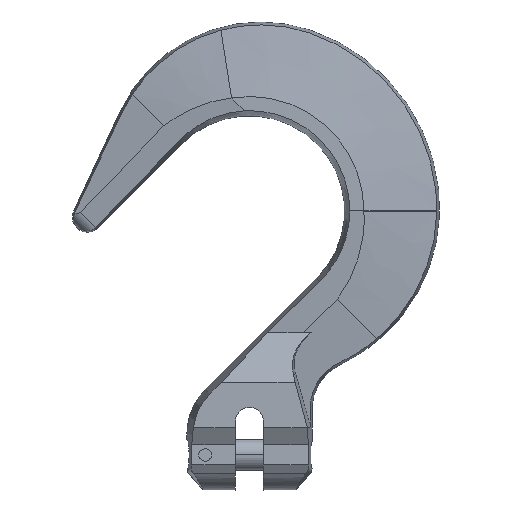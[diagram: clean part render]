
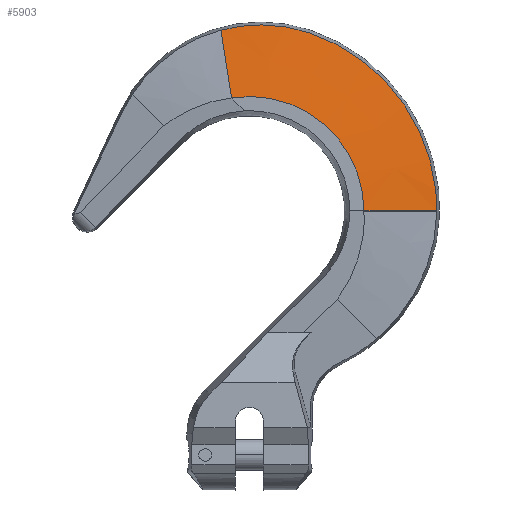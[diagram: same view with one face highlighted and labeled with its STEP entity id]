
A CAD part, front view. The second image highlights one B-rep face of the part: STEP entity #5903.
In plain terms, the highlighted conical face has half-angle 82 degrees and reference radius 78.54 mm.
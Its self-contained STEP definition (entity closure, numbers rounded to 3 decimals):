
#1607=CARTESIAN_POINT('',(0.055,-14.15,
127.047));
#1608=DIRECTION('',(0.,-1.,0.));
#1609=DIRECTION('',(0.994,0.,0.11));
#1610=AXIS2_PLACEMENT_3D('',#1607,#1608,#1609);
#1623=CARTESIAN_POINT('',(97.299,-14.183,126.75));
#1624=CARTESIAN_POINT('',(97.318,-14.18,127.977));
#1625=CARTESIAN_POINT('',(97.304,-14.176,130.431));
#1626=CARTESIAN_POINT('',(97.128,-14.171,134.108));
#1627=CARTESIAN_POINT('',(96.909,-14.169,136.552));
#1628=CARTESIAN_POINT('',(96.773,-14.169,137.772));
#1656=DIRECTION('',(0.99,0.139,0.));
#1657=VECTOR('',#1656,38.205);
#1658=CARTESIAN_POINT('',(59.466,-19.5,126.75));
#1659=LINE('',#1658,#1657);
#1945=CARTESIAN_POINT('',(0.,-19.5,126.75));
#1946=DIRECTION('',(0.,1.,0.));
#1947=DIRECTION('',(-0.157,0.,0.988));
#1948=AXIS2_PLACEMENT_3D('',#1945,#1946,#1947);
#2133=CARTESIAN_POINT('',(31.039,-14.139,219.297));
#2134=CARTESIAN_POINT('',(27.361,-14.139,220.532));
#2135=CARTESIAN_POINT('',(19.823,-14.154,222.459));
#2136=CARTESIAN_POINT('',(8.215,-14.222,223.656));
#2137=CARTESIAN_POINT('',(-3.443,-14.336,
223.133));
#2138=CARTESIAN_POINT('',(-11.08,-14.441,
221.646));
#2139=CARTESIAN_POINT('',(-14.822,-14.501,
220.626));
#2159=DIRECTION('',(-0.153,0.139,0.978));
#2160=VECTOR('',#2159,35.922);
#2161=CARTESIAN_POINT('',(-9.33,-19.5,185.48));
#2162=LINE('',#2161,#2160);
#3431=CARTESIAN_POINT('',(96.773,-14.169,137.772));
#3432=VERTEX_POINT('',#3431);
#3433=CARTESIAN_POINT('',(31.038,-14.15,219.296));
#3434=VERTEX_POINT('',#3433);
#3435=VERTEX_POINT('',#1623);
#3458=CARTESIAN_POINT('',(-9.33,-19.5,
185.48));
#3459=CARTESIAN_POINT('',(59.466,-19.5,126.75));
#3460=VERTEX_POINT('',#3458);
#3461=VERTEX_POINT('',#3459);
#3516=VERTEX_POINT('',#2139);
#5889=CARTESIAN_POINT('',(0.,-16.819,126.75));
#5890=DIRECTION('',(0.,1.,0.));
#5891=DIRECTION('',(1.,0.,0.));
#5892=AXIS2_PLACEMENT_3D('',#5889,#5890,#5891);
#5893=CONICAL_SURFACE('',#5892,78.54,82.);
#5894=ORIENTED_EDGE('',*,*,#5161,.F.);
#5895=ORIENTED_EDGE('',*,*,#5649,.F.);
#5897=ORIENTED_EDGE('',*,*,#5896,.T.);
#5898=ORIENTED_EDGE('',*,*,#5878,.F.);
#5899=ORIENTED_EDGE('',*,*,#5127,.F.);
#5900=ORIENTED_EDGE('',*,*,#5141,.F.);
#5901=EDGE_LOOP('',(#5894,#5895,#5897,#5898,#5899,#5900));
#5902=FACE_OUTER_BOUND('',#5901,.F.);
#5903=ADVANCED_FACE('',(#5902),#5893,.T.);
#1611=CIRCLE('',#1610,97.313);
#1629=B_SPLINE_CURVE_WITH_KNOTS('',3,(#1623,#1624,#1625,#1626,#1627,#1628),
.UNSPECIFIED.,.F.,.F.,(4,1,1,4),(0.,0.333,0.667,1.),
.UNSPECIFIED.);
#1949=CIRCLE('',#1948,59.466);
#2140=B_SPLINE_CURVE_WITH_KNOTS('',3,(#2133,#2134,#2135,#2136,#2137,#2138,
#2139),.UNSPECIFIED.,.F.,.F.,(4,1,1,1,4),(0.,0.25,0.5,0.75,1.),
.UNSPECIFIED.);
#5127=EDGE_CURVE('',#3432,#3434,#1611,.T.);
#5141=EDGE_CURVE('',#3435,#3432,#1629,.T.);
#5161=EDGE_CURVE('',#3461,#3435,#1659,.T.);
#5649=EDGE_CURVE('',#3460,#3461,#1949,.T.);
#5878=EDGE_CURVE('',#3434,#3516,#2140,.T.);
#5896=EDGE_CURVE('',#3460,#3516,#2162,.T.);
